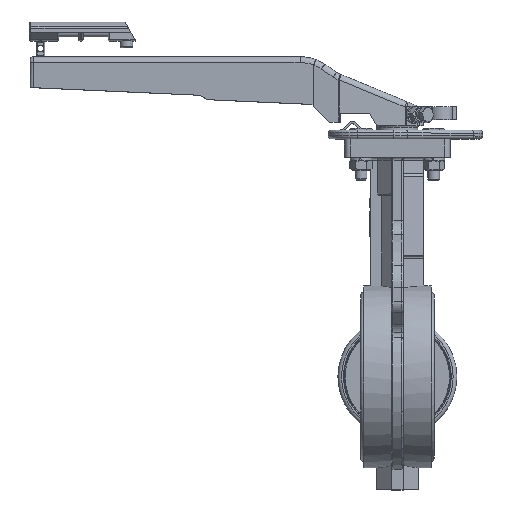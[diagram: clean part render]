
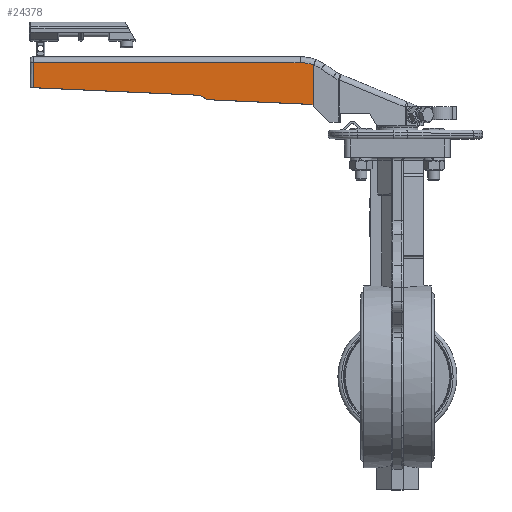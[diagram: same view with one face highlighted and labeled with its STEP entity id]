
A CAD part, top view. The second image highlights one B-rep face of the part: STEP entity #24378.
In plain terms, the highlighted planar face has unit normal (-0.021, 0, 1).
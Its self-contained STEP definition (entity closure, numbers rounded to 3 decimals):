
#24047=CARTESIAN_POINT('',(-248.041,196.911,13.541));
#24048=VERTEX_POINT('',#24047);
#24056=CARTESIAN_POINT('',(-248.041,214.,13.541));
#24057=VERTEX_POINT('',#24056);
#24058=CARTESIAN_POINT('',(-248.041,196.911,13.541));
#24059=DIRECTION('',(0.0,1.0,0.0));
#24060=VECTOR('',#24059,17.089);
#24061=LINE('',#24058,#24060);
#24062=EDGE_CURVE('',#24048,#24057,#24061,.T.);
#24303=CARTESIAN_POINT('',(-66.277,214.,17.308));
#24304=VERTEX_POINT('',#24303);
#24305=CARTESIAN_POINT('',(-248.041,214.,13.541));
#24306=DIRECTION('',(1.,0.0,0.021));
#24307=VECTOR('',#24306,181.804);
#24308=LINE('',#24305,#24307);
#24309=EDGE_CURVE('',#24057,#24304,#24308,.T.);
#24322=CARTESIAN_POINT('',(-57.,218.0,17.5));
#24323=DIRECTION('',(0.021,0.,-1.));
#24324=DIRECTION('',(-1.,0.0,-0.021));
#24325=AXIS2_PLACEMENT_3D('',#24322,#24323,#24324);
#24326=PLANE('',#24325);
#24327=ORIENTED_EDGE('',*,*,#24062,.F.);
#24328=CARTESIAN_POINT('',(-135.,191.747,15.883));
#24329=VERTEX_POINT('',#24328);
#24330=CARTESIAN_POINT('',(-135.,191.747,15.883));
#24331=DIRECTION('',(-0.999,0.046,-0.021));
#24332=VECTOR('',#24331,113.184);
#24333=LINE('',#24330,#24332);
#24334=EDGE_CURVE('',#24329,#24048,#24333,.T.);
#24335=ORIENTED_EDGE('',*,*,#24334,.F.);
#24336=CARTESIAN_POINT('',(-129.5,188.747,15.997));
#24337=VERTEX_POINT('',#24336);
#24338=CARTESIAN_POINT('',(-129.5,188.747,15.997));
#24339=DIRECTION('',(-0.878,0.479,-0.018));
#24340=VECTOR('',#24339,6.266);
#24341=LINE('',#24338,#24340);
#24342=EDGE_CURVE('',#24337,#24329,#24341,.T.);
#24343=ORIENTED_EDGE('',*,*,#24342,.F.);
#24344=CARTESIAN_POINT('',(-58.407,185.5,17.471));
#24345=VERTEX_POINT('',#24344);
#24346=CARTESIAN_POINT('',(-58.407,185.5,17.471));
#24347=DIRECTION('',(-0.999,0.046,-0.021));
#24348=VECTOR('',#24347,71.182);
#24349=LINE('',#24346,#24348);
#24350=EDGE_CURVE('',#24345,#24337,#24349,.T.);
#24351=ORIENTED_EDGE('',*,*,#24350,.F.);
#24352=CARTESIAN_POINT('',(-57.14,184.283,17.497));
#24353=VERTEX_POINT('',#24352);
#24354=CARTESIAN_POINT('',(-57.14,184.283,17.497));
#24355=DIRECTION('',(-0.721,0.692,-0.015));
#24356=VECTOR('',#24355,1.757);
#24357=LINE('',#24354,#24356);
#24358=EDGE_CURVE('',#24353,#24345,#24357,.T.);
#24359=ORIENTED_EDGE('',*,*,#24358,.F.);
#24360=CARTESIAN_POINT('',(-57.14,212.342,17.497));
#24361=VERTEX_POINT('',#24360);
#24362=CARTESIAN_POINT('',(-57.14,212.342,17.497));
#24363=DIRECTION('',(0.0,-1.0,0.0));
#24364=VECTOR('',#24363,28.058);
#24365=LINE('',#24362,#24364);
#24366=EDGE_CURVE('',#24361,#24353,#24365,.T.);
#24367=ORIENTED_EDGE('',*,*,#24366,.F.);
#24368=CARTESIAN_POINT('',(-66.277,188.0,17.308));
#24369=DIRECTION('',(0.021,0.,-1.));
#24370=DIRECTION('',(1.,0.,0.021));
#24371=AXIS2_PLACEMENT_3D('',#24368,#24369,#24370);
#24372=ELLIPSE('',#24371,26.006,26.);
#24373=EDGE_CURVE('',#24304,#24361,#24372,.T.);
#24374=ORIENTED_EDGE('',*,*,#24373,.F.);
#24375=ORIENTED_EDGE('',*,*,#24309,.F.);
#24376=EDGE_LOOP('',(#24327,#24335,#24343,#24351,#24359,#24367,#24374,#24375));
#24377=FACE_OUTER_BOUND('',#24376,.T.);
#24378=ADVANCED_FACE('',(#24377),#24326,.F.);
